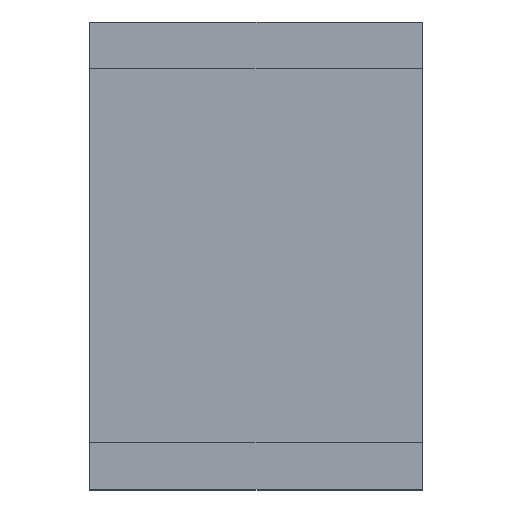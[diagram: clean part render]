
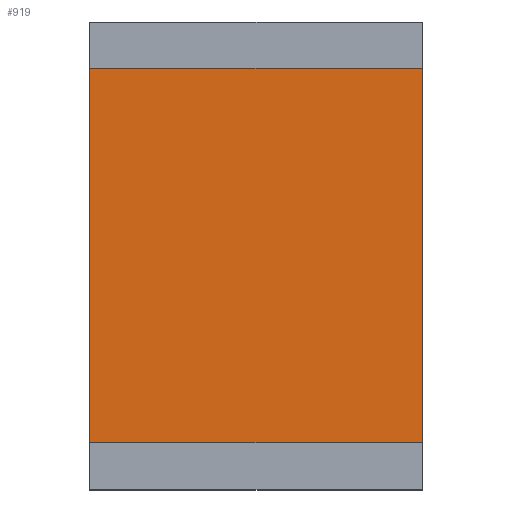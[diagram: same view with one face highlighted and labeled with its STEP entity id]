
A CAD part, top view. The second image highlights one B-rep face of the part: STEP entity #919.
In plain terms, the highlighted planar face has unit normal (0, 0, 1).
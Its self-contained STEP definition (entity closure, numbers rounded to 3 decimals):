
#24 = VECTOR ( 'NONE', #481, 1000. ) ;
#29 = ORIENTED_EDGE ( 'NONE', *, *, #804, .T. ) ;
#31 = VECTOR ( 'NONE', #467, 1000. ) ;
#57 = ORIENTED_EDGE ( 'NONE', *, *, #877, .T. ) ;
#69 = LINE ( 'NONE', #453, #322 ) ;
#140 = LINE ( 'NONE', #466, #31 ) ;
#238 = LINE ( 'NONE', #474, #24 ) ;
#251 = ORIENTED_EDGE ( 'NONE', *, *, #817, .T. ) ;
#253 = EDGE_LOOP ( 'NONE', ( #251, #57, #308, #29 ) ) ;
#267 = VECTOR ( 'NONE', #520, 1000. ) ;
#281 = LINE ( 'NONE', #519, #267 ) ;
#308 = ORIENTED_EDGE ( 'NONE', *, *, #787, .T. ) ;
#322 = VECTOR ( 'NONE', #448, 1000. ) ;
#330 = FACE_OUTER_BOUND ( 'NONE', #253, .T. ) ;
#384 = CARTESIAN_POINT ( 'NONE',  ( -1.6, -1.8, 2.6 ) ) ;
#389 = VERTEX_POINT ( 'NONE', #404 ) ;
#396 = CARTESIAN_POINT ( 'NONE',  ( 1.6, -1.8, 2.6 ) ) ;
#404 = CARTESIAN_POINT ( 'NONE',  ( 1.6, 1.8, 2.6 ) ) ;
#424 = VERTEX_POINT ( 'NONE', #396 ) ;
#428 = VERTEX_POINT ( 'NONE', #441 ) ;
#441 = CARTESIAN_POINT ( 'NONE',  ( -1.6, 1.8, 2.6 ) ) ;
#442 = VERTEX_POINT ( 'NONE', #384 ) ;
#448 = DIRECTION ( 'NONE',  ( 0., -1., 0. ) ) ;
#453 = CARTESIAN_POINT ( 'NONE',  ( -1.6, -1.8, 2.6 ) ) ;
#466 = CARTESIAN_POINT ( 'NONE',  ( -1.6, -1.8, 2.6 ) ) ;
#467 = DIRECTION ( 'NONE',  ( 1., 0., 0. ) ) ;
#474 = CARTESIAN_POINT ( 'NONE',  ( 1.6, -1.8, 2.6 ) ) ;
#481 = DIRECTION ( 'NONE',  ( 0., 1., 0. ) ) ;
#519 = CARTESIAN_POINT ( 'NONE',  ( -1.6, 1.8, 2.6 ) ) ;
#520 = DIRECTION ( 'NONE',  ( -1., 0., 0. ) ) ;
#659 = CARTESIAN_POINT ( 'NONE',  ( 1.6, 1.8, 2.6 ) ) ;
#677 = PLANE ( 'NONE',  #863 ) ;
#689 = DIRECTION ( 'NONE',  ( 0., 0., -1. ) ) ;
#690 = DIRECTION ( 'NONE',  ( -1., 0., 0. ) ) ;
#787 = EDGE_CURVE ( 'NONE', #428, #442, #69, .T. ) ;
#804 = EDGE_CURVE ( 'NONE', #442, #424, #140, .T. ) ;
#817 = EDGE_CURVE ( 'NONE', #424, #389, #238, .T. ) ;
#863 = AXIS2_PLACEMENT_3D ( 'NONE', #659, #689, #690 ) ;
#877 = EDGE_CURVE ( 'NONE', #389, #428, #281, .T. ) ;
#919 = ADVANCED_FACE ( 'NONE', ( #330 ), #677, .F. ) ;
